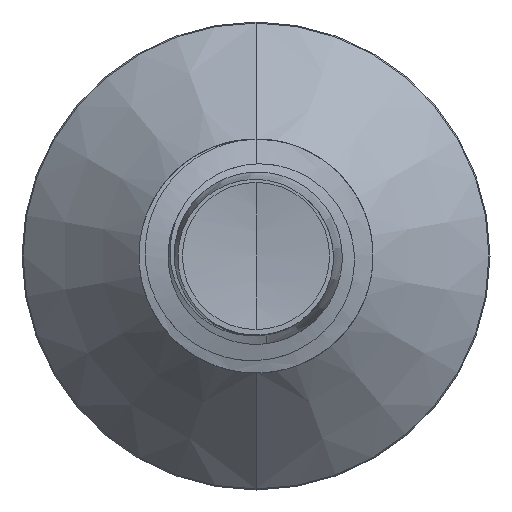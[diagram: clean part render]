
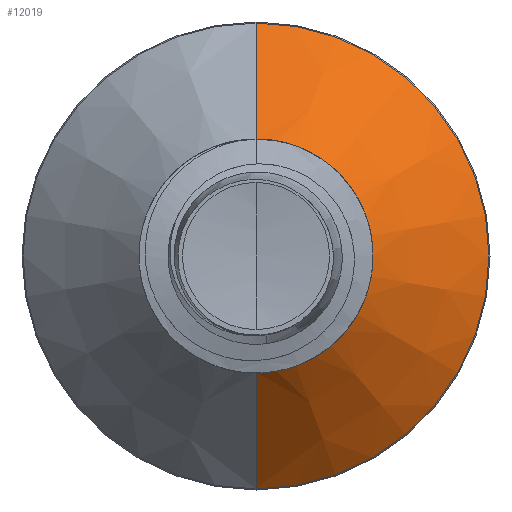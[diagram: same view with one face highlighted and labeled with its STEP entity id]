
A CAD part, front view. The second image highlights one B-rep face of the part: STEP entity #12019.
In plain terms, the highlighted conical face has half-angle 45 degrees and reference radius 0.996 mm.
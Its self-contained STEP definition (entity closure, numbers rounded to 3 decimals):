
#278 = VERTEX_POINT ( 'NONE', #8005 ) ;
#517 = CARTESIAN_POINT ( 'NONE',  ( 0., 5.146, 0. ) ) ;
#791 = CARTESIAN_POINT ( 'NONE',  ( 0., 6.141, -1.991 ) ) ;
#1833 = CIRCLE ( 'NONE', #11277, 1.991 ) ;
#1865 = CARTESIAN_POINT ( 'NONE',  ( 0., 5.146, -0.996 ) ) ;
#2103 = DIRECTION ( 'NONE',  ( 0., 0., 1. ) ) ;
#2226 = VERTEX_POINT ( 'NONE', #791 ) ;
#2489 = EDGE_CURVE ( 'NONE', #16312, #278, #17919, .T. ) ;
#2981 = ORIENTED_EDGE ( 'NONE', *, *, #19759, .T. ) ;
#2982 = CARTESIAN_POINT ( 'NONE',  ( 0., 5.146, 0. ) ) ;
#4215 = FACE_OUTER_BOUND ( 'NONE', #16673, .T. ) ;
#4563 = AXIS2_PLACEMENT_3D ( 'NONE', #2982, #10658, #12169 ) ;
#5554 = VECTOR ( 'NONE', #19276, 1000. ) ;
#5865 = CARTESIAN_POINT ( 'NONE',  ( 0., 5.146, -0.996 ) ) ;
#5999 = CARTESIAN_POINT ( 'NONE',  ( 0., 5.146, 0.996 ) ) ;
#8005 = CARTESIAN_POINT ( 'NONE',  ( 0., 6.141, 1.991 ) ) ;
#8622 = DIRECTION ( 'NONE',  ( 0., 1., 0. ) ) ;
#10098 = CONICAL_SURFACE ( 'NONE', #4563, 0.996, 0.785 ) ;
#10658 = DIRECTION ( 'NONE',  ( 0., 1., 0. ) ) ;
#10709 = VERTEX_POINT ( 'NONE', #1865 ) ;
#11277 = AXIS2_PLACEMENT_3D ( 'NONE', #17597, #8622, #19070 ) ;
#11340 = DIRECTION ( 'NONE',  ( 0., 1., 0. ) ) ;
#12013 = ORIENTED_EDGE ( 'NONE', *, *, #2489, .F. ) ;
#12019 = ADVANCED_FACE ( 'NONE', ( #4215 ), #10098, .T. ) ;
#12169 = DIRECTION ( 'NONE',  ( 0., 0., 1. ) ) ;
#12496 = ORIENTED_EDGE ( 'NONE', *, *, #15907, .T. ) ;
#12923 = ORIENTED_EDGE ( 'NONE', *, *, #19283, .F. ) ;
#13133 = LINE ( 'NONE', #5865, #5554 ) ;
#15907 = EDGE_CURVE ( 'NONE', #10709, #2226, #13133, .T. ) ;
#16174 = CIRCLE ( 'NONE', #19272, 0.996 ) ;
#16312 = VERTEX_POINT ( 'NONE', #5999 ) ;
#16673 = EDGE_LOOP ( 'NONE', ( #2981, #12496, #12923, #12013 ) ) ;
#17597 = CARTESIAN_POINT ( 'NONE',  ( 0., 6.141, 0. ) ) ;
#17687 = CARTESIAN_POINT ( 'NONE',  ( 0., 5.146, 0.996 ) ) ;
#17919 = LINE ( 'NONE', #17687, #18910 ) ;
#18910 = VECTOR ( 'NONE', #19158, 1000. ) ;
#19070 = DIRECTION ( 'NONE',  ( 0., 0., 1. ) ) ;
#19158 = DIRECTION ( 'NONE',  ( 0., 0.707, 0.707 ) ) ;
#19272 = AXIS2_PLACEMENT_3D ( 'NONE', #517, #11340, #2103 ) ;
#19276 = DIRECTION ( 'NONE',  ( 0., 0.707, -0.707 ) ) ;
#19283 = EDGE_CURVE ( 'NONE', #278, #2226, #1833, .T. ) ;
#19759 = EDGE_CURVE ( 'NONE', #16312, #10709, #16174, .T. ) ;
